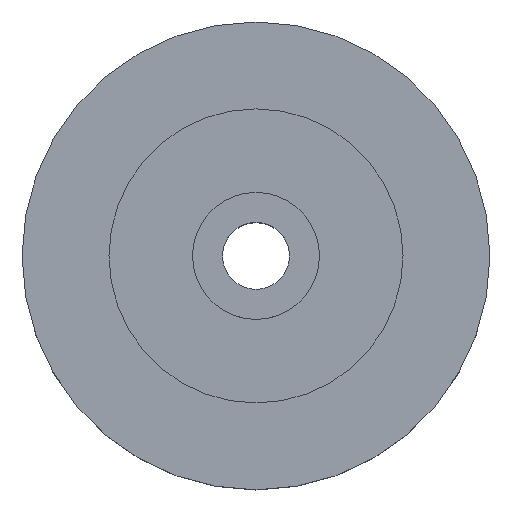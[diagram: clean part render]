
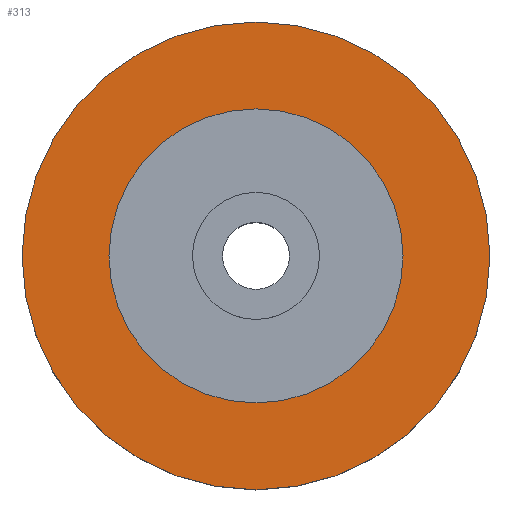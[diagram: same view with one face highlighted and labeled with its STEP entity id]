
A CAD part, top view. The second image highlights one B-rep face of the part: STEP entity #313.
In plain terms, the highlighted planar face has unit normal (0, 0, 1).
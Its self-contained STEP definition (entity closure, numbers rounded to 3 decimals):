
#53=FACE_BOUND('',#105,.T.);
#63=PLANE('',#386);
#79=FACE_OUTER_BOUND('',#104,.T.);
#104=EDGE_LOOP('',(#256));
#105=EDGE_LOOP('',(#257));
#152=CIRCLE('',#376,11.);
#157=CIRCLE('',#385,17.5);
#174=VERTEX_POINT('',#556);
#179=VERTEX_POINT('',#573);
#198=EDGE_CURVE('',#174,#174,#152,.T.);
#206=EDGE_CURVE('',#179,#179,#157,.T.);
#256=ORIENTED_EDGE('',*,*,#206,.T.);
#257=ORIENTED_EDGE('',*,*,#198,.F.);
#313=ADVANCED_FACE('',(#79,#53),#63,.T.);
#376=AXIS2_PLACEMENT_3D('',#557,#444,#445);
#385=AXIS2_PLACEMENT_3D('',#574,#465,#466);
#386=AXIS2_PLACEMENT_3D('',#576,#468,#469);
#444=DIRECTION('center_axis',(0.,0.,1.));
#445=DIRECTION('ref_axis',(1.,0.,0.));
#465=DIRECTION('center_axis',(0.,0.,1.));
#466=DIRECTION('ref_axis',(1.,0.,0.));
#468=DIRECTION('center_axis',(0.,0.,1.));
#469=DIRECTION('ref_axis',(1.,0.,0.));
#556=CARTESIAN_POINT('',(-11.,0.,7.));
#557=CARTESIAN_POINT('Origin',(0.,0.,7.));
#573=CARTESIAN_POINT('',(-17.5,0.,7.));
#574=CARTESIAN_POINT('Origin',(0.,0.,7.));
#576=CARTESIAN_POINT('Origin',(11.,0.,7.));
